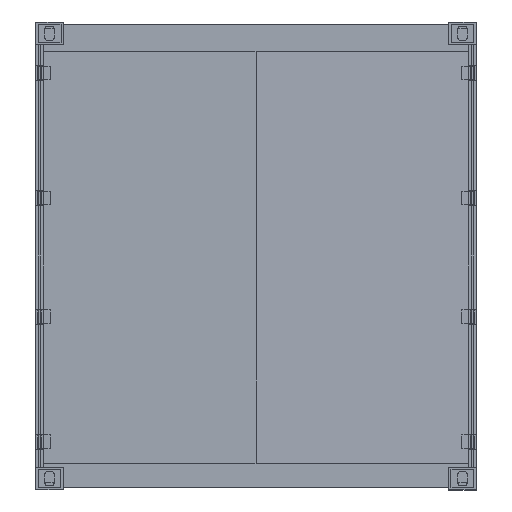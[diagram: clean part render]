
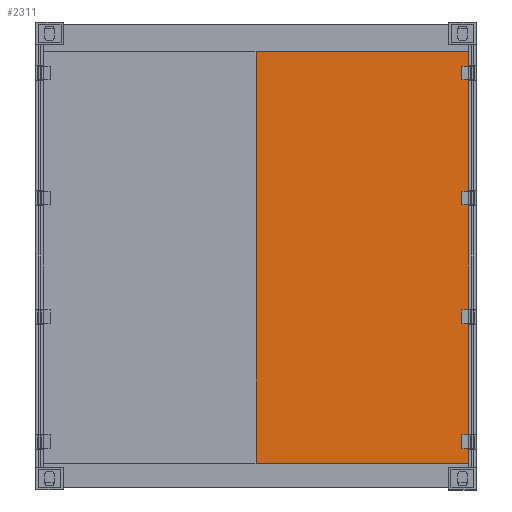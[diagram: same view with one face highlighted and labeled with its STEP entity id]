
A CAD part, left-side view. The second image highlights one B-rep face of the part: STEP entity #2311.
In plain terms, the highlighted planar face has unit normal (-1, -0.031, 0).
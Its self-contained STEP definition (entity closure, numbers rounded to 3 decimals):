
#2311=ADVANCED_FACE('',(#4246),#4247,.T.);
#4246=FACE_OUTER_BOUND('',#6248,.T.);
#4247=PLANE('',#6249);
#6248=EDGE_LOOP('',(#13958,#13959,#13960,#13961,#13962,#13963,#13964,#13965,#13966,#13967,#13968,#13969,#13970,#13971,#13972,#13973,#13974,#13975,#13976,#13977));
#6249=AXIS2_PLACEMENT_3D('',#13978,#13979,#13980);
#13958=ORIENTED_EDGE('',*,*,#16973,.T.);
#13959=ORIENTED_EDGE('',*,*,#16972,.T.);
#13960=ORIENTED_EDGE('',*,*,#16974,.T.);
#13961=ORIENTED_EDGE('',*,*,#16975,.T.);
#13962=ORIENTED_EDGE('',*,*,#16976,.T.);
#13963=ORIENTED_EDGE('',*,*,#16977,.T.);
#13964=ORIENTED_EDGE('',*,*,#16978,.T.);
#13965=ORIENTED_EDGE('',*,*,#16979,.T.);
#13966=ORIENTED_EDGE('',*,*,#16980,.T.);
#13967=ORIENTED_EDGE('',*,*,#16981,.T.);
#13968=ORIENTED_EDGE('',*,*,#16982,.T.);
#13969=ORIENTED_EDGE('',*,*,#16983,.T.);
#13970=ORIENTED_EDGE('',*,*,#16984,.T.);
#13971=ORIENTED_EDGE('',*,*,#16985,.T.);
#13972=ORIENTED_EDGE('',*,*,#16986,.T.);
#13973=ORIENTED_EDGE('',*,*,#16987,.T.);
#13974=ORIENTED_EDGE('',*,*,#16988,.T.);
#13975=ORIENTED_EDGE('',*,*,#16989,.T.);
#13976=ORIENTED_EDGE('',*,*,#16990,.T.);
#13977=ORIENTED_EDGE('',*,*,#16991,.T.);
#13978=CARTESIAN_POINT('',(0.25,24.867,-44.813));
#13979=DIRECTION('',(-1.,-0.031,0.));
#13980=DIRECTION('',(-0.031,1.,0.));
#16972=EDGE_CURVE('',#21240,#21242,#21244,.T.);
#16973=EDGE_CURVE('',#21212,#21240,#21245,.T.);
#16974=EDGE_CURVE('',#21242,#21213,#21246,.T.);
#16975=EDGE_CURVE('',#21213,#21247,#21248,.T.);
#16976=EDGE_CURVE('',#21247,#21249,#21250,.T.);
#16977=EDGE_CURVE('',#21249,#21251,#21252,.T.);
#16978=EDGE_CURVE('',#21251,#21253,#21254,.T.);
#16979=EDGE_CURVE('',#21253,#21255,#21256,.T.);
#16980=EDGE_CURVE('',#21255,#21257,#21258,.T.);
#16981=EDGE_CURVE('',#21257,#21259,#21260,.T.);
#16982=EDGE_CURVE('',#21259,#21261,#21262,.T.);
#16983=EDGE_CURVE('',#21261,#21263,#21264,.T.);
#16984=EDGE_CURVE('',#21263,#21265,#21266,.T.);
#16985=EDGE_CURVE('',#21265,#21267,#21268,.T.);
#16986=EDGE_CURVE('',#21267,#21269,#21270,.T.);
#16987=EDGE_CURVE('',#21269,#21271,#21272,.T.);
#16988=EDGE_CURVE('',#21271,#21273,#21274,.T.);
#16989=EDGE_CURVE('',#21273,#21275,#21276,.T.);
#16990=EDGE_CURVE('',#21275,#21277,#21278,.T.);
#16991=EDGE_CURVE('',#21277,#21212,#21279,.T.);
#21212=VERTEX_POINT('',#27812);
#21213=VERTEX_POINT('',#27813);
#21240=VERTEX_POINT('',#27852);
#21242=VERTEX_POINT('',#27855);
#21244=LINE('',#27858,#27859);
#21245=LINE('',#27860,#27861);
#21246=LINE('',#27862,#27863);
#21247=VERTEX_POINT('',#27864);
#21248=LINE('',#27865,#27866);
#21249=VERTEX_POINT('',#27867);
#21250=LINE('',#27868,#27869);
#21251=VERTEX_POINT('',#27870);
#21252=LINE('',#27871,#27872);
#21253=VERTEX_POINT('',#27873);
#21254=LINE('',#27874,#27875);
#21255=VERTEX_POINT('',#27876);
#21256=LINE('',#27877,#27878);
#21257=VERTEX_POINT('',#27879);
#21258=LINE('',#27880,#27881);
#21259=VERTEX_POINT('',#27882);
#21260=LINE('',#27883,#27884);
#21261=VERTEX_POINT('',#27885);
#21262=LINE('',#27886,#27887);
#21263=VERTEX_POINT('',#27888);
#21264=LINE('',#27889,#27890);
#21265=VERTEX_POINT('',#27891);
#21266=LINE('',#27892,#27893);
#21267=VERTEX_POINT('',#27894);
#21268=LINE('',#27895,#27896);
#21269=VERTEX_POINT('',#27897);
#21270=LINE('',#27898,#27899);
#21271=VERTEX_POINT('',#27900);
#21272=LINE('',#27901,#27902);
#21273=VERTEX_POINT('',#27903);
#21274=LINE('',#27904,#27905);
#21275=VERTEX_POINT('',#27906);
#21276=LINE('',#27907,#27908);
#21277=VERTEX_POINT('',#27909);
#21278=LINE('',#27910,#27911);
#21279=LINE('',#27912,#27913);
#27812=CARTESIAN_POINT('',(0.973,1.753,-33.375));
#27813=CARTESIAN_POINT('',(0.973,1.753,-30.375));
#27852=CARTESIAN_POINT('',(0.93,3.116,-33.375));
#27855=CARTESIAN_POINT('',(0.93,3.116,-30.375));
#27858=CARTESIAN_POINT('',(0.93,3.116,-33.375));
#27859=VECTOR('',#31196,3.0);
#27860=CARTESIAN_POINT('',(0.973,1.753,-33.375));
#27861=VECTOR('',#31197,1.363);
#27862=CARTESIAN_POINT('',(0.93,3.116,-30.375));
#27863=VECTOR('',#31198,1.363);
#27864=CARTESIAN_POINT('',(0.973,1.753,-6.125));
#27865=CARTESIAN_POINT('',(0.973,1.753,-30.375));
#27866=VECTOR('',#31199,24.25);
#27867=CARTESIAN_POINT('',(0.93,3.116,-6.125));
#27868=CARTESIAN_POINT('',(0.973,1.753,-6.125));
#27869=VECTOR('',#31200,1.363);
#27870=CARTESIAN_POINT('',(0.93,3.116,-3.125));
#27871=CARTESIAN_POINT('',(0.93,3.116,-6.125));
#27872=VECTOR('',#31201,3.0);
#27873=CARTESIAN_POINT('',(0.973,1.753,-3.125));
#27874=CARTESIAN_POINT('',(0.93,3.116,-3.125));
#27875=VECTOR('',#31202,1.363);
#27876=CARTESIAN_POINT('',(0.973,1.753,0.));
#27877=CARTESIAN_POINT('',(0.973,1.753,-3.125));
#27878=VECTOR('',#31203,3.125);
#27879=CARTESIAN_POINT('',(-0.472,47.981,0.));
#27880=CARTESIAN_POINT('',(0.973,1.753,0.));
#27881=VECTOR('',#31204,46.25);
#27882=CARTESIAN_POINT('',(-0.472,47.981,-89.625));
#27883=CARTESIAN_POINT('',(-0.472,47.981,0.));
#27884=VECTOR('',#31205,89.625);
#27885=CARTESIAN_POINT('',(0.973,1.753,-89.625));
#27886=CARTESIAN_POINT('',(-0.472,47.981,-89.625));
#27887=VECTOR('',#31206,46.25);
#27888=CARTESIAN_POINT('',(0.973,1.753,-86.5));
#27889=CARTESIAN_POINT('',(0.973,1.753,-89.625));
#27890=VECTOR('',#31207,3.125);
#27891=CARTESIAN_POINT('',(0.93,3.116,-86.5));
#27892=CARTESIAN_POINT('',(0.973,1.753,-86.5));
#27893=VECTOR('',#31208,1.363);
#27894=CARTESIAN_POINT('',(0.93,3.116,-83.5));
#27895=CARTESIAN_POINT('',(0.93,3.116,-86.5));
#27896=VECTOR('',#31209,3.0);
#27897=CARTESIAN_POINT('',(0.973,1.753,-83.5));
#27898=CARTESIAN_POINT('',(0.93,3.116,-83.5));
#27899=VECTOR('',#31210,1.363);
#27900=CARTESIAN_POINT('',(0.973,1.753,-59.25));
#27901=CARTESIAN_POINT('',(0.973,1.753,-83.5));
#27902=VECTOR('',#31211,24.25);
#27903=CARTESIAN_POINT('',(0.93,3.116,-59.25));
#27904=CARTESIAN_POINT('',(0.973,1.753,-59.25));
#27905=VECTOR('',#31212,1.363);
#27906=CARTESIAN_POINT('',(0.93,3.116,-56.25));
#27907=CARTESIAN_POINT('',(0.93,3.116,-59.25));
#27908=VECTOR('',#31213,3.);
#27909=CARTESIAN_POINT('',(0.973,1.753,-56.25));
#27910=CARTESIAN_POINT('',(0.93,3.116,-56.25));
#27911=VECTOR('',#31214,1.363);
#27912=CARTESIAN_POINT('',(0.973,1.753,-56.25));
#27913=VECTOR('',#31215,22.875);
#31196=DIRECTION('',(0.,0.,1.0));
#31197=DIRECTION('',(-0.031,1.,0.));
#31198=DIRECTION('',(0.031,-1.,0.));
#31199=DIRECTION('',(0.,0.,1.0));
#31200=DIRECTION('',(-0.031,1.,0.));
#31201=DIRECTION('',(0.,0.,1.0));
#31202=DIRECTION('',(0.031,-1.,0.));
#31203=DIRECTION('',(0.,0.,1.0));
#31204=DIRECTION('',(-0.031,1.,0.));
#31205=DIRECTION('',(0.,0.,-1.0));
#31206=DIRECTION('',(0.031,-1.,0.));
#31207=DIRECTION('',(0.,0.,1.0));
#31208=DIRECTION('',(-0.031,1.,0.));
#31209=DIRECTION('',(0.,0.,1.0));
#31210=DIRECTION('',(0.031,-1.,0.));
#31211=DIRECTION('',(0.,0.,1.0));
#31212=DIRECTION('',(-0.031,1.,0.));
#31213=DIRECTION('',(0.,0.,1.0));
#31214=DIRECTION('',(0.031,-1.,0.));
#31215=DIRECTION('',(0.,0.,1.0));
